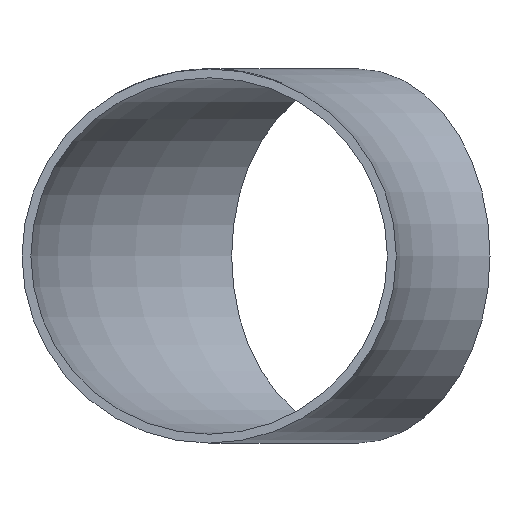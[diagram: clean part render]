
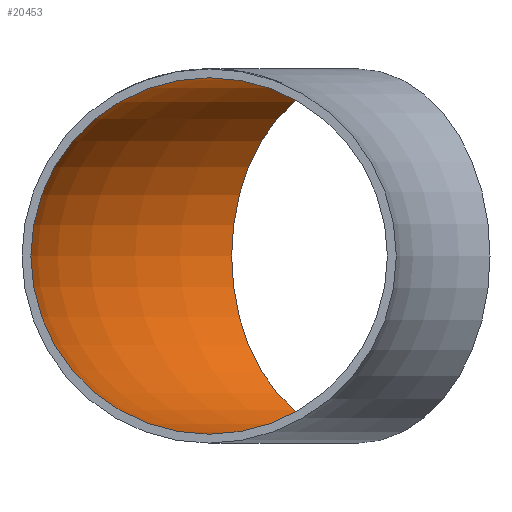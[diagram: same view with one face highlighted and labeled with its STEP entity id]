
A CAD part, front view. The second image highlights one B-rep face of the part: STEP entity #20453.
In plain terms, the highlighted toroidal (fillet/blend) face has major radius 228 mm and minor radius 80.15 mm.
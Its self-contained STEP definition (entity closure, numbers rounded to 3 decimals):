
#1344 = AXIS2_PLACEMENT_3D ( 'NONE', #12042, #19317, #21364 ) ;
#3169 = FACE_OUTER_BOUND ( 'NONE', #19674, .T. ) ;
#3917 = DIRECTION ( 'NONE',  ( 0., 1., 0. ) ) ;
#5424 = DIRECTION ( 'NONE',  ( 0.707, 0.707, 0. ) ) ;
#6653 = ORIENTED_EDGE ( 'NONE', *, *, #9937, .F. ) ;
#6698 = EDGE_LOOP ( 'NONE', ( #7567 ) ) ;
#7163 = TOROIDAL_SURFACE ( 'NONE', #1344, 228., 80.15 ) ;
#7311 = CARTESIAN_POINT ( 'NONE',  ( -228., 0., 0. ) ) ;
#7567 = ORIENTED_EDGE ( 'NONE', *, *, #23605, .T. ) ;
#9937 = EDGE_CURVE ( 'NONE', #11051, #11051, #13410, .T. ) ;
#10333 = CIRCLE ( 'NONE', #17252, 80.15 ) ;
#11051 = VERTEX_POINT ( 'NONE', #16044 ) ;
#11111 = DIRECTION ( 'NONE',  ( -0.707, 0.707, 0. ) ) ;
#12042 = CARTESIAN_POINT ( 'NONE',  ( 0., 0., 0. ) ) ;
#12302 = CARTESIAN_POINT ( 'NONE',  ( -217.895, 217.895, 0. ) ) ;
#12740 = DIRECTION ( 'NONE',  ( 0., 0., 1. ) ) ;
#13410 = CIRCLE ( 'NONE', #19638, 80.15 ) ;
#14777 = VERTEX_POINT ( 'NONE', #12302 ) ;
#16044 = CARTESIAN_POINT ( 'NONE',  ( -228., 0., 80.15 ) ) ;
#17252 = AXIS2_PLACEMENT_3D ( 'NONE', #22008, #5424, #11111 ) ;
#19317 = DIRECTION ( 'NONE',  ( 0., 0., -1. ) ) ;
#19638 = AXIS2_PLACEMENT_3D ( 'NONE', #7311, #3917, #12740 ) ;
#19674 = EDGE_LOOP ( 'NONE', ( #6653 ) ) ;
#20453 = ADVANCED_FACE ( 'NONE', ( #22945, #3169 ), #7163, .F. ) ;
#21364 = DIRECTION ( 'NONE',  ( -1., 0., 0. ) ) ;
#22008 = CARTESIAN_POINT ( 'NONE',  ( -161.22, 161.22, 0. ) ) ;
#22945 = FACE_OUTER_BOUND ( 'NONE', #6698, .T. ) ;
#23605 = EDGE_CURVE ( 'NONE', #14777, #14777, #10333, .T. ) ;
